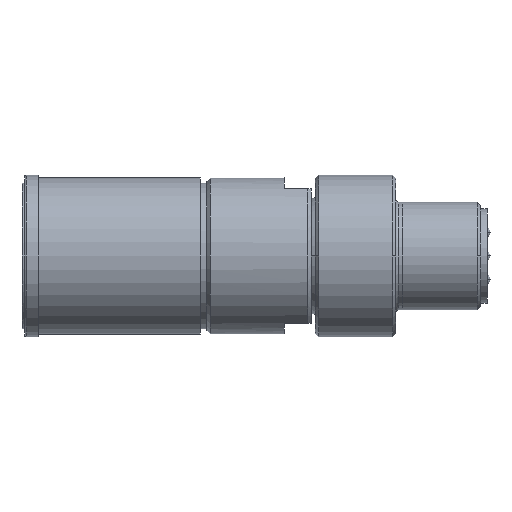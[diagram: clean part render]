
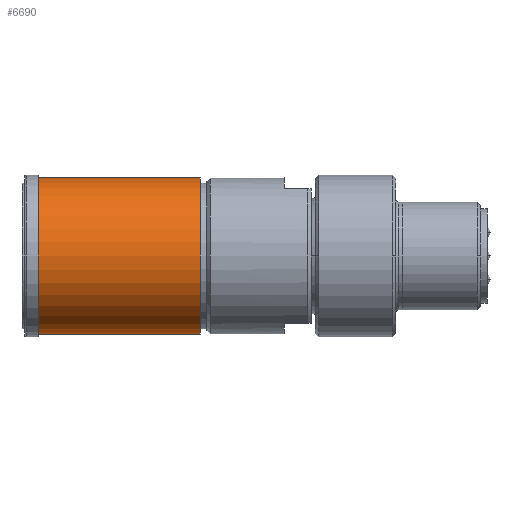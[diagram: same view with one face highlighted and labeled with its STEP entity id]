
A CAD part, left-side view. The second image highlights one B-rep face of the part: STEP entity #6690.
In plain terms, the highlighted cylindrical face has radius 5.8 mm (diameter 11.6 mm), a partial arc.
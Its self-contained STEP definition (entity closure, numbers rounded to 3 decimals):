
#6280=CARTESIAN_POINT('',(0.,14.275,0.));
#6290=DIRECTION('',(0.,1.,0.));
#6300=DIRECTION('',(0.,0.,1.));
#6310=AXIS2_PLACEMENT_3D('',#6280,#6290,#6300);
#6320=CYLINDRICAL_SURFACE('',#6310,5.8);
#6330=CARTESIAN_POINT('',(0.,14.275,-5.8)
);
#6340=DIRECTION('',(0.,1.,0.));
#6350=VECTOR('',#6340,1.);
#6360=LINE('',#6330,#6350);
#6370=CARTESIAN_POINT('',(0.,8.25,-5.8));
#6380=VERTEX_POINT('',#6370);
#6390=CARTESIAN_POINT('',(0.,20.3,-5.8));
#6400=VERTEX_POINT('',#6390);
#6410=EDGE_CURVE('',#6380,#6400,#6360,.T.);
#6420=ORIENTED_EDGE('',*,*,#6410,.F.);
#6430=CARTESIAN_POINT('',(0.,20.3,0.));
#6440=DIRECTION('',(0.,1.,0.));
#6450=DIRECTION('',(0.,0.,1.));
#6460=AXIS2_PLACEMENT_3D('',#6430,#6440,#6450);
#6470=CIRCLE('',#6460,5.8);
#6480=CARTESIAN_POINT('',(0.,20.3,5.8));
#6490=VERTEX_POINT('',#6480);
#6500=EDGE_CURVE('',#6400,#6490,#6470,.T.);
#6510=ORIENTED_EDGE('',*,*,#6500,.F.);
#6520=CARTESIAN_POINT('',(0.,14.275,5.8));
#6530=DIRECTION('',(0.,1.,0.));
#6540=VECTOR('',#6530,1.);
#6550=LINE('',#6520,#6540);
#6560=CARTESIAN_POINT('',(0.,8.25,5.8));
#6570=VERTEX_POINT('',#6560);
#6580=EDGE_CURVE('',#6570,#6490,#6550,.T.);
#6590=ORIENTED_EDGE('',*,*,#6580,.T.);
#6600=CARTESIAN_POINT('',(0.,8.25,0.));
#6610=DIRECTION('',(0.,1.,0.));
#6620=DIRECTION('',(0.,0.,1.));
#6630=AXIS2_PLACEMENT_3D('',#6600,#6610,#6620);
#6640=CIRCLE('',#6630,5.8);
#6650=EDGE_CURVE('',#6380,#6570,#6640,.T.);
#6660=ORIENTED_EDGE('',*,*,#6650,.T.);
#6670=EDGE_LOOP('',(#6660,#6590,#6510,#6420));
#6680=FACE_OUTER_BOUND('',#6670,.T.);
#6690=ADVANCED_FACE('',(#6680),#6320,.T.);
